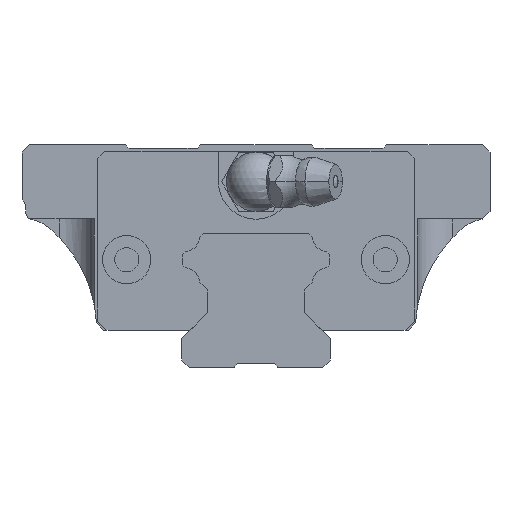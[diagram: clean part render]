
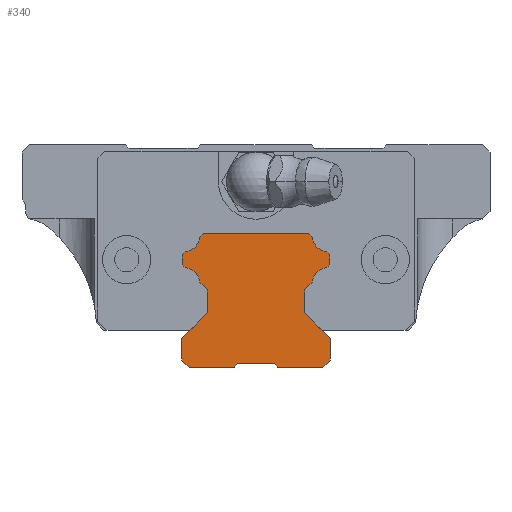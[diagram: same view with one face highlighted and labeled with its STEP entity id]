
A CAD part, front view. The second image highlights one B-rep face of the part: STEP entity #340.
In plain terms, the highlighted planar face has unit normal (0, -1, 0).
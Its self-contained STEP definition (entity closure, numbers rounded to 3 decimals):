
#340=ADVANCED_FACE('',(#751),#752,.T.);
#751=FACE_OUTER_BOUND('',#1291,.T.);
#752=PLANE('',#1292);
#1291=EDGE_LOOP('',(#2800,#2801,#2802,#2803,#2804,#2805,#2806,#2807,#2808,#2809,#2810,#2811,#2812,#2813,#2814,#2815,#2816,#2817,#2818,#2819,#2820,#2821,#2822,#2823,#2824,#2825,#2826,#2827));
#1292=AXIS2_PLACEMENT_3D('',#2828,#2829,#2830);
#2800=ORIENTED_EDGE('',*,*,#3716,.T.);
#2801=ORIENTED_EDGE('',*,*,#3717,.F.);
#2802=ORIENTED_EDGE('',*,*,#3718,.F.);
#2803=ORIENTED_EDGE('',*,*,#3719,.F.);
#2804=ORIENTED_EDGE('',*,*,#3720,.F.);
#2805=ORIENTED_EDGE('',*,*,#3721,.T.);
#2806=ORIENTED_EDGE('',*,*,#3722,.T.);
#2807=ORIENTED_EDGE('',*,*,#3723,.F.);
#2808=ORIENTED_EDGE('',*,*,#3724,.T.);
#2809=ORIENTED_EDGE('',*,*,#3725,.T.);
#2810=ORIENTED_EDGE('',*,*,#3726,.F.);
#2811=ORIENTED_EDGE('',*,*,#3727,.T.);
#2812=ORIENTED_EDGE('',*,*,#3728,.T.);
#2813=ORIENTED_EDGE('',*,*,#3729,.F.);
#2814=ORIENTED_EDGE('',*,*,#3730,.T.);
#2815=ORIENTED_EDGE('',*,*,#3731,.T.);
#2816=ORIENTED_EDGE('',*,*,#3732,.T.);
#2817=ORIENTED_EDGE('',*,*,#3733,.F.);
#2818=ORIENTED_EDGE('',*,*,#3734,.F.);
#2819=ORIENTED_EDGE('',*,*,#3735,.F.);
#2820=ORIENTED_EDGE('',*,*,#3736,.T.);
#2821=ORIENTED_EDGE('',*,*,#3737,.F.);
#2822=ORIENTED_EDGE('',*,*,#3738,.F.);
#2823=ORIENTED_EDGE('',*,*,#3739,.F.);
#2824=ORIENTED_EDGE('',*,*,#3740,.F.);
#2825=ORIENTED_EDGE('',*,*,#3741,.F.);
#2826=ORIENTED_EDGE('',*,*,#3742,.T.);
#2827=ORIENTED_EDGE('',*,*,#3743,.F.);
#2828=CARTESIAN_POINT('',(-9.753,-110.5,17.753));
#2829=DIRECTION('',(0.0,-1.0,0.0));
#2830=DIRECTION('',(0.0,0.0,-1.0));
#3716=EDGE_CURVE('',#4625,#4626,#4627,.T.);
#3717=EDGE_CURVE('',#4628,#4626,#4629,.T.);
#3718=EDGE_CURVE('',#4630,#4628,#4631,.T.);
#3719=EDGE_CURVE('',#4632,#4630,#4633,.T.);
#3720=EDGE_CURVE('',#4634,#4632,#4635,.T.);
#3721=EDGE_CURVE('',#4634,#4636,#4637,.T.);
#3722=EDGE_CURVE('',#4636,#4638,#4639,.T.);
#3723=EDGE_CURVE('',#4640,#4638,#4641,.T.);
#3724=EDGE_CURVE('',#4640,#4642,#4643,.T.);
#3725=EDGE_CURVE('',#4642,#4644,#4645,.T.);
#3726=EDGE_CURVE('',#4646,#4644,#4647,.T.);
#3727=EDGE_CURVE('',#4646,#4648,#4649,.T.);
#3728=EDGE_CURVE('',#4648,#4650,#4651,.T.);
#3729=EDGE_CURVE('',#4652,#4650,#4653,.T.);
#3730=EDGE_CURVE('',#4652,#4654,#4655,.T.);
#3731=EDGE_CURVE('',#4654,#4656,#4657,.T.);
#3732=EDGE_CURVE('',#4656,#4658,#4659,.T.);
#3733=EDGE_CURVE('',#4660,#4658,#4661,.T.);
#3734=EDGE_CURVE('',#4662,#4660,#4663,.T.);
#3735=EDGE_CURVE('',#4664,#4662,#4665,.T.);
#3736=EDGE_CURVE('',#4664,#4666,#4667,.T.);
#3737=EDGE_CURVE('',#4668,#4666,#4669,.T.);
#3738=EDGE_CURVE('',#4670,#4668,#4671,.T.);
#3739=EDGE_CURVE('',#4672,#4670,#4673,.T.);
#3740=EDGE_CURVE('',#4674,#4672,#4675,.T.);
#3741=EDGE_CURVE('',#4676,#4674,#4677,.T.);
#3742=EDGE_CURVE('',#4676,#4678,#4679,.T.);
#3743=EDGE_CURVE('',#4625,#4678,#4680,.T.);
#4625=VERTEX_POINT('',#6097);
#4626=VERTEX_POINT('',#6098);
#4627=LINE('',#6099,#6100);
#4628=VERTEX_POINT('',#6101);
#4629=LINE('',#6102,#6103);
#4630=VERTEX_POINT('',#6104);
#4631=LINE('',#6105,#6106);
#4632=VERTEX_POINT('',#6107);
#4633=CIRCLE('',#6108,2.2);
#4634=VERTEX_POINT('',#6109);
#4635=LINE('',#6110,#6111);
#4636=VERTEX_POINT('',#6112);
#4637=LINE('',#6113,#6114);
#4638=VERTEX_POINT('',#6115);
#4639=LINE('',#6116,#6117);
#4640=VERTEX_POINT('',#6118);
#4641=CIRCLE('',#6119,2.2);
#4642=VERTEX_POINT('',#6120);
#4643=LINE('',#6121,#6122);
#4644=VERTEX_POINT('',#6123);
#4645=LINE('',#6124,#6125);
#4646=VERTEX_POINT('',#6126);
#4647=LINE('',#6127,#6128);
#4648=VERTEX_POINT('',#6129);
#4649=LINE('',#6130,#6131);
#4650=VERTEX_POINT('',#6132);
#4651=LINE('',#6133,#6134);
#4652=VERTEX_POINT('',#6135);
#4653=LINE('',#6136,#6137);
#4654=VERTEX_POINT('',#6138);
#4655=LINE('',#6139,#6140);
#4656=VERTEX_POINT('',#6141);
#4657=LINE('',#6142,#6143);
#4658=VERTEX_POINT('',#6144);
#4659=LINE('',#6145,#6146);
#4660=VERTEX_POINT('',#6147);
#4661=LINE('',#6148,#6149);
#4662=VERTEX_POINT('',#6150);
#4663=LINE('',#6151,#6152);
#4664=VERTEX_POINT('',#6153);
#4665=LINE('',#6154,#6155);
#4666=VERTEX_POINT('',#6156);
#4667=LINE('',#6157,#6158);
#4668=VERTEX_POINT('',#6159);
#4669=LINE('',#6160,#6161);
#4670=VERTEX_POINT('',#6162);
#4671=LINE('',#6163,#6164);
#4672=VERTEX_POINT('',#6165);
#4673=CIRCLE('',#6166,2.2);
#4674=VERTEX_POINT('',#6167);
#4675=LINE('',#6168,#6169);
#4676=VERTEX_POINT('',#6170);
#4677=LINE('',#6171,#6172);
#4678=VERTEX_POINT('',#6173);
#4679=LINE('',#6174,#6175);
#4680=CIRCLE('',#6176,2.2);
#6097=CARTESIAN_POINT('',(7.564,-110.5,17.537));
#6098=CARTESIAN_POINT('',(7.101,-110.5,18.0));
#6099=CARTESIAN_POINT('',(7.564,-110.5,17.537));
#6100=VECTOR('',#7105,1000.0);
#6101=CARTESIAN_POINT('',(-7.101,-110.5,18.0));
#6102=CARTESIAN_POINT('',(-9.753,-110.5,18.0));
#6103=VECTOR('',#7106,1000.0);
#6104=CARTESIAN_POINT('',(-7.564,-110.5,17.537));
#6105=CARTESIAN_POINT('',(-7.564,-110.5,17.537));
#6106=VECTOR('',#7107,1000.0);
#6107=CARTESIAN_POINT('',(-9.537,-110.5,15.564));
#6108=AXIS2_PLACEMENT_3D('',#7108,#7109,#7110);
#6109=CARTESIAN_POINT('',(-9.93,-110.5,15.171));
#6110=CARTESIAN_POINT('',(-9.93,-110.5,15.171));
#6111=VECTOR('',#7111,1000.0);
#6112=CARTESIAN_POINT('',(-9.93,-110.5,13.829));
#6113=CARTESIAN_POINT('',(-9.93,-110.5,15.171));
#6114=VECTOR('',#7112,1000.0);
#6115=CARTESIAN_POINT('',(-9.537,-110.5,13.436));
#6116=CARTESIAN_POINT('',(-9.93,-110.5,13.829));
#6117=VECTOR('',#7113,1000.0);
#6118=CARTESIAN_POINT('',(-7.564,-110.5,11.463));
#6119=AXIS2_PLACEMENT_3D('',#7114,#7115,#7116);
#6120=CARTESIAN_POINT('',(-6.53,-110.5,10.429));
#6121=CARTESIAN_POINT('',(-7.564,-110.5,11.463));
#6122=VECTOR('',#7117,1000.0);
#6123=CARTESIAN_POINT('',(-6.53,-110.5,7.371));
#6124=CARTESIAN_POINT('',(-6.53,-110.5,10.429));
#6125=VECTOR('',#7118,1000.0);
#6126=CARTESIAN_POINT('',(-10.,-110.5,3.901));
#6127=CARTESIAN_POINT('',(-10.,-110.5,3.901));
#6128=VECTOR('',#7119,1000.0);
#6129=CARTESIAN_POINT('',(-10.,-110.5,1.0));
#6130=CARTESIAN_POINT('',(-10.,-110.5,3.901));
#6131=VECTOR('',#7120,1000.0);
#6132=CARTESIAN_POINT('',(-9.,-110.5,0.0));
#6133=CARTESIAN_POINT('',(-10.,-110.5,1.0));
#6134=VECTOR('',#7121,1000.0);
#6135=CARTESIAN_POINT('',(-3.,-110.5,0.0));
#6136=CARTESIAN_POINT('',(-3.,-110.5,0.0));
#6137=VECTOR('',#7122,1000.0);
#6138=CARTESIAN_POINT('',(-2.5,-110.5,0.5));
#6139=CARTESIAN_POINT('',(-3.,-110.5,0.0));
#6140=VECTOR('',#7123,1000.0);
#6141=CARTESIAN_POINT('',(2.5,-110.5,0.5));
#6142=CARTESIAN_POINT('',(-2.5,-110.5,0.5));
#6143=VECTOR('',#7124,1000.0);
#6144=CARTESIAN_POINT('',(3.,-110.5,0.0));
#6145=CARTESIAN_POINT('',(2.5,-110.5,0.5));
#6146=VECTOR('',#7125,1000.0);
#6147=CARTESIAN_POINT('',(9.,-110.5,0.0));
#6148=CARTESIAN_POINT('',(9.,-110.5,0.0));
#6149=VECTOR('',#7126,1000.0);
#6150=CARTESIAN_POINT('',(10.,-110.5,1.0));
#6151=CARTESIAN_POINT('',(10.,-110.5,1.0));
#6152=VECTOR('',#7127,1000.0);
#6153=CARTESIAN_POINT('',(10.,-110.5,3.901));
#6154=CARTESIAN_POINT('',(10.,-110.5,3.901));
#6155=VECTOR('',#7128,1000.0);
#6156=CARTESIAN_POINT('',(6.53,-110.5,7.371));
#6157=CARTESIAN_POINT('',(10.,-110.5,3.901));
#6158=VECTOR('',#7129,1000.0);
#6159=CARTESIAN_POINT('',(6.53,-110.5,10.429));
#6160=CARTESIAN_POINT('',(6.53,-110.5,10.429));
#6161=VECTOR('',#7130,1000.0);
#6162=CARTESIAN_POINT('',(7.564,-110.5,11.463));
#6163=CARTESIAN_POINT('',(7.564,-110.5,11.463));
#6164=VECTOR('',#7131,1000.0);
#6165=CARTESIAN_POINT('',(9.537,-110.5,13.436));
#6166=AXIS2_PLACEMENT_3D('',#7132,#7133,#7134);
#6167=CARTESIAN_POINT('',(9.93,-110.5,13.829));
#6168=CARTESIAN_POINT('',(9.93,-110.5,13.829));
#6169=VECTOR('',#7135,1000.0);
#6170=CARTESIAN_POINT('',(9.93,-110.5,15.171));
#6171=CARTESIAN_POINT('',(9.93,-110.5,15.171));
#6172=VECTOR('',#7136,1000.0);
#6173=CARTESIAN_POINT('',(9.537,-110.5,15.564));
#6174=CARTESIAN_POINT('',(9.93,-110.5,15.171));
#6175=VECTOR('',#7137,1000.0);
#6176=AXIS2_PLACEMENT_3D('',#7138,#7139,#7140);
#7105=DIRECTION('',(-0.707,0.0,0.707));
#7106=DIRECTION('',(1.0,0.0,0.0));
#7107=DIRECTION('',(0.707,0.0,0.707));
#7108=CARTESIAN_POINT('',(-9.753,-110.5,17.753));
#7109=DIRECTION('',(0.0,-1.0,0.0));
#7110=DIRECTION('',(1.0,0.0,0.0));
#7111=DIRECTION('',(0.707,0.0,0.707));
#7112=DIRECTION('',(0.0,0.0,-1.0));
#7113=DIRECTION('',(0.707,0.0,-0.707));
#7114=CARTESIAN_POINT('',(-9.753,-110.5,11.247));
#7115=DIRECTION('',(0.0,-1.0,0.0));
#7116=DIRECTION('',(1.0,0.0,0.0));
#7117=DIRECTION('',(0.707,0.0,-0.707));
#7118=DIRECTION('',(0.0,0.0,-1.0));
#7119=DIRECTION('',(0.707,0.0,0.707));
#7120=DIRECTION('',(0.0,0.0,-1.0));
#7121=DIRECTION('',(0.707,0.0,-0.707));
#7122=DIRECTION('',(-1.0,0.0,0.0));
#7123=DIRECTION('',(0.707,0.0,0.707));
#7124=DIRECTION('',(1.0,0.0,0.0));
#7125=DIRECTION('',(0.707,0.0,-0.707));
#7126=DIRECTION('',(-1.0,0.0,0.0));
#7127=DIRECTION('',(-0.707,0.0,-0.707));
#7128=DIRECTION('',(0.0,0.0,-1.0));
#7129=DIRECTION('',(-0.707,0.0,0.707));
#7130=DIRECTION('',(0.0,0.0,-1.0));
#7131=DIRECTION('',(-0.707,0.0,-0.707));
#7132=CARTESIAN_POINT('',(9.753,-110.5,11.247));
#7133=DIRECTION('',(0.0,-1.0,0.0));
#7134=DIRECTION('',(1.0,0.0,0.0));
#7135=DIRECTION('',(-0.707,0.0,-0.707));
#7136=DIRECTION('',(0.0,0.0,-1.0));
#7137=DIRECTION('',(-0.707,0.0,0.707));
#7138=CARTESIAN_POINT('',(9.753,-110.5,17.753));
#7139=DIRECTION('',(0.0,-1.0,0.0));
#7140=DIRECTION('',(1.0,0.0,0.0));
